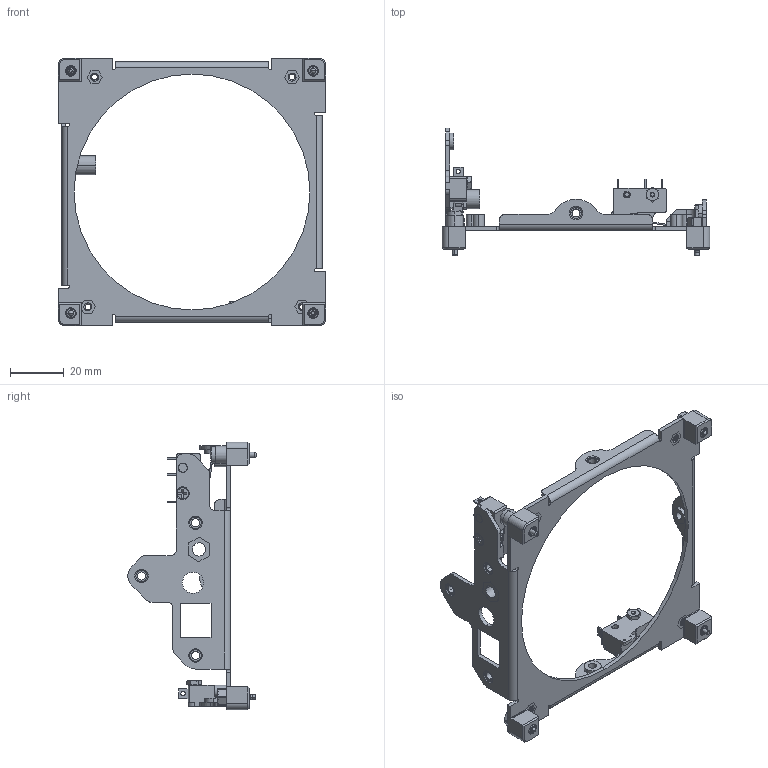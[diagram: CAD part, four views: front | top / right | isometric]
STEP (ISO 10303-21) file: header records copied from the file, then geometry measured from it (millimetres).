
FILE_DESCRIPTION (( 'STEP AP214' ), '1' );
FILE_NAME ('710-02203-A0 Base Plate, Large Aperture, Dual Switch.STEP', '2019-12-23T21:52:32', ( '' ), ( '' ), 'SwSTEP 2.0', 'SolidWorks 2014', '' );
FILE_SCHEMA (( 'AUTOMOTIVE_DESIGN' ));
Length unit declared in the file: inch
Products named in the file (2): 710-02203-A0 Base Plate, Large Aperture, Dual Switch
Bounding box: 100 x 47.84 x 100 mm (x, y, z)
Volume: 14611.6 mm3; surface area: 19469.7 mm2
Topology: 1 solids, 39 shells, 1559 faces, 3757 edges, 2255 vertices
Faces by surface type: cone 666, plane 481, cylinder 388, torus 18, sphere 6
Entity records: 49052 total; most frequent: DIRECTION 8369, CARTESIAN_POINT 8017, ORIENTED_EDGE 7506, EDGE_CURVE 3753, AXIS2_PLACEMENT_3D 3153, VERTEX_POINT 2255, VECTOR 2063, LINE 2063
